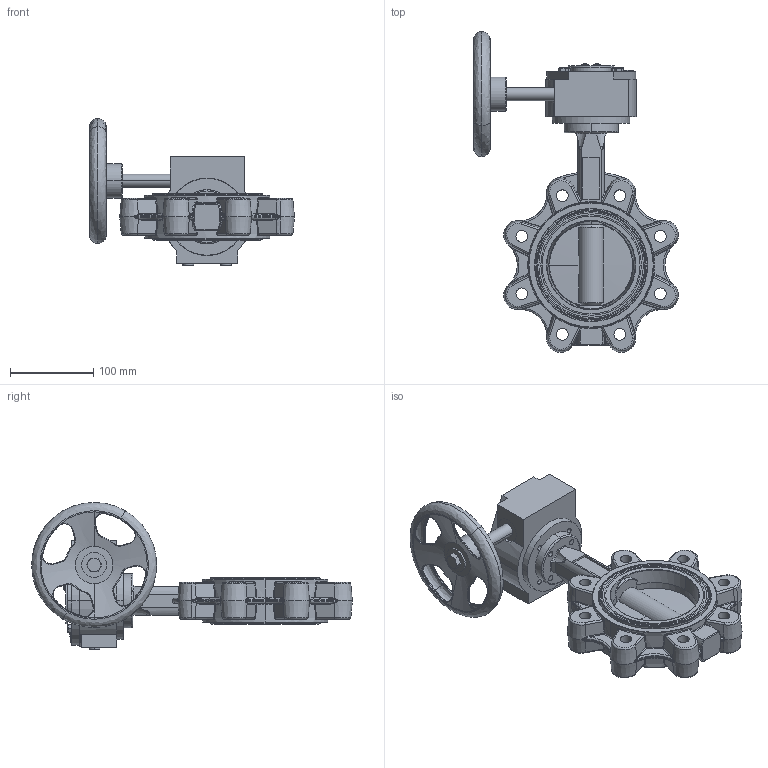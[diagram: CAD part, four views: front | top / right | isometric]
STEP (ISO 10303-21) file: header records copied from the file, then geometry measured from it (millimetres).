
FILE_DESCRIPTION (( 'STEP AP203' ), '1' );
FILE_NAME ('L9.000100R16C.STEP', '2023-03-06T15:45:05', ( '' ), ( '' ), 'SwSTEP 2.0', 'SolidWorks 2017', '' );
FILE_SCHEMA (( 'CONFIG_CONTROL_DESIGN' ));
Length unit declared in the file: millimetre
Products named in the file (1): L9.000100R16C
Bounding box: 245.76 x 384.76 x 176.5 mm (x, y, z)
Volume: 1886325.3 mm3; surface area: 256578.5 mm2
Topology: 1 solids, 9 shells, 1238 faces, 3020 edges, 1803 vertices
Faces by surface type: plane 317, bspline 301, cylinder 279, cone 168, torus 122, sphere 51
Entity records: 49257 total; most frequent: CARTESIAN_POINT 22448, ORIENTED_EDGE 5942, DIRECTION 5213, EDGE_CURVE 2971, AXIS2_PLACEMENT_3D 2138, VERTEX_POINT 1803, EDGE_LOOP 1324, ADVANCED_FACE 1238
